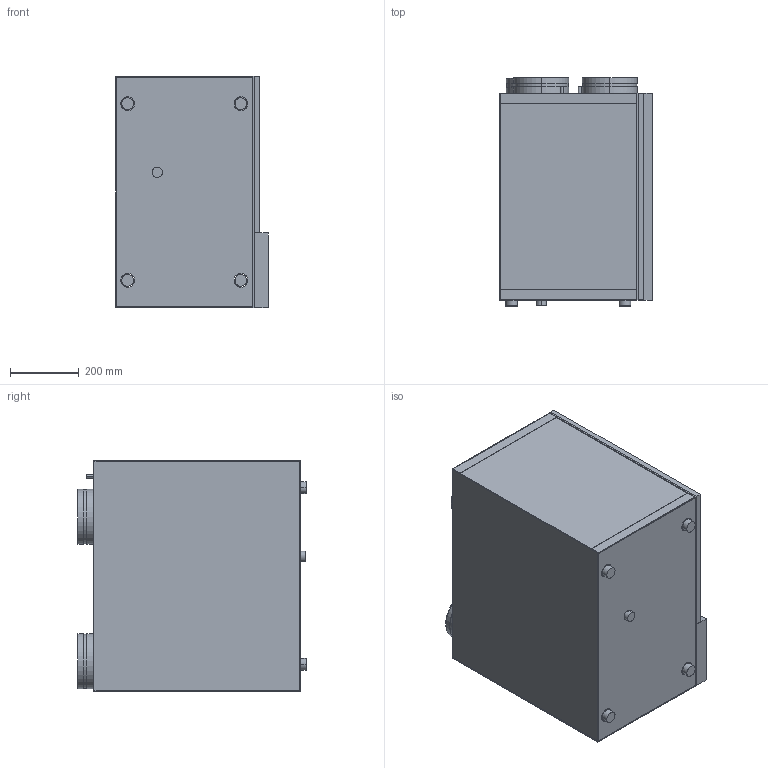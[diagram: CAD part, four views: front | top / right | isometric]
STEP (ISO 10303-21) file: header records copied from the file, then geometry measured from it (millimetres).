
FILE_DESCRIPTION (( 'STEP AP214' ), '1' );
FILE_NAME ('WRG 300-EC.STEP', '2009-07-22T13:28:54', ( 'Wolfgang Schmidt' ), ( 'WS-KO' ), 'SwSTEP 2.0', 'SolidWorks 2008', '' );
FILE_SCHEMA (( 'AUTOMOTIVE_DESIGN' ));
Length unit declared in the file: millimetre
Products named in the file (1): WRG 300-EC
Bounding box: 445 x 665 x 675 mm (x, y, z)
Volume: 13512278.3 mm3; surface area: 4631464.7 mm2
Topology: 8 solids, 8 shells, 559 faces, 1476 edges, 972 vertices
Faces by surface type: plane 356, bspline 137, cylinder 66
Entity records: 22706 total; most frequent: CARTESIAN_POINT 9321, ORIENTED_EDGE 2952, DIRECTION 2184, EDGE_CURVE 1476, VECTOR 1066, LINE 1066, VERTEX_POINT 972, EDGE_LOOP 622
